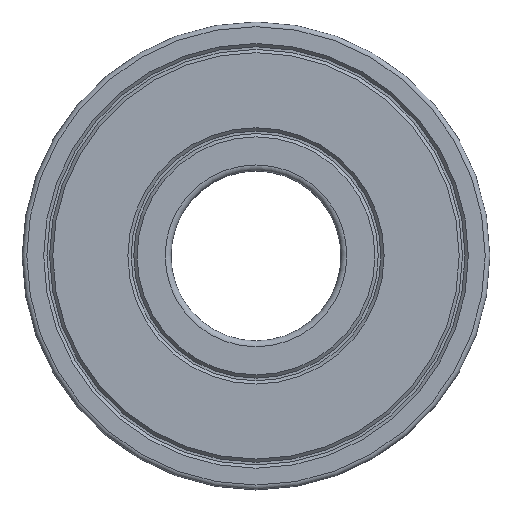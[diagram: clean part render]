
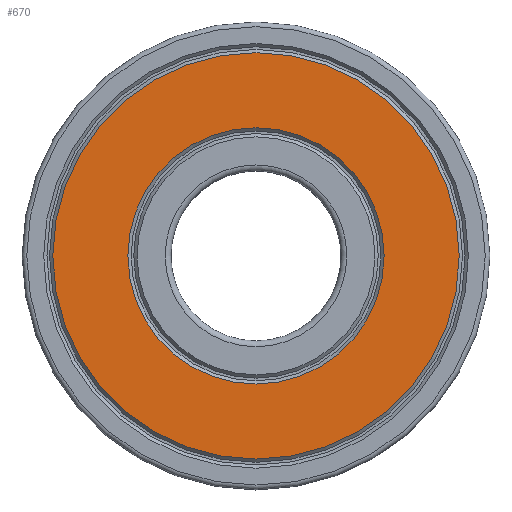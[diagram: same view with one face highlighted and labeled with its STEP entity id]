
A CAD part, top view. The second image highlights one B-rep face of the part: STEP entity #670.
In plain terms, the highlighted planar face has unit normal (0, 0, 1).
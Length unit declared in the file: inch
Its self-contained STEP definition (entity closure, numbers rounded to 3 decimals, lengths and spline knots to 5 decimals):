
#47=FACE_BOUND('',#181,.T.);
#63=PLANE('',#794);
#124=FACE_OUTER_BOUND('',#180,.T.);
#180=EDGE_LOOP('',(#578));
#181=EDGE_LOOP('',(#579));
#294=CIRCLE('',#783,0.23726);
#296=CIRCLE('',#786,0.37625);
#356=VERTEX_POINT('',#1199);
#358=VERTEX_POINT('',#1205);
#430=EDGE_CURVE('',#356,#356,#294,.T.);
#433=EDGE_CURVE('',#358,#358,#296,.T.);
#578=ORIENTED_EDGE('',*,*,#433,.F.);
#579=ORIENTED_EDGE('',*,*,#430,.T.);
#670=ADVANCED_FACE('',(#124,#47),#63,.T.);
#783=AXIS2_PLACEMENT_3D('',#1201,#982,#983);
#786=AXIS2_PLACEMENT_3D('',#1207,#989,#990);
#794=AXIS2_PLACEMENT_3D('',#1221,#1007,#1008);
#982=DIRECTION('center_axis',(0.,0.,-1.));
#983=DIRECTION('ref_axis',(-1.,0.,0.));
#989=DIRECTION('center_axis',(0.,0.,-1.));
#990=DIRECTION('ref_axis',(-1.,0.,0.));
#1007=DIRECTION('center_axis',(0.,0.,1.));
#1008=DIRECTION('ref_axis',(1.,0.,0.));
#1199=CARTESIAN_POINT('',(-0.23726,0.,0.1378));
#1201=CARTESIAN_POINT('Origin',(0.,0.,0.1378));
#1205=CARTESIAN_POINT('',(0.37625,0.,0.1378));
#1207=CARTESIAN_POINT('Origin',(0.,0.,0.1378));
#1221=CARTESIAN_POINT('Origin',(0.,-0.23726,0.1378));
